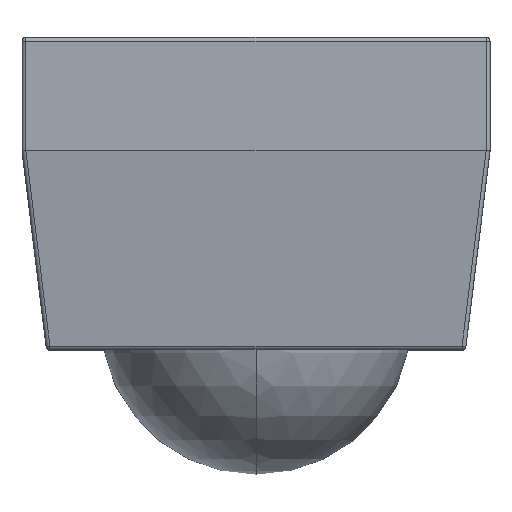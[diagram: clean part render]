
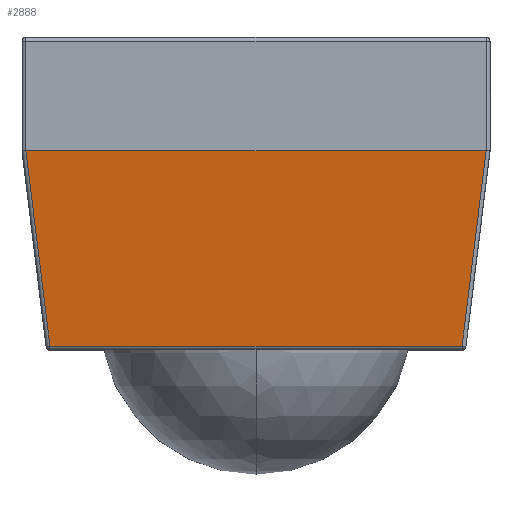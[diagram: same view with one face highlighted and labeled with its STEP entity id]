
A CAD part, top view. The second image highlights one B-rep face of the part: STEP entity #2888.
In plain terms, the highlighted planar face has unit normal (0, -0.122, 0.993).
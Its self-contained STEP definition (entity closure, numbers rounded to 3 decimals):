
#7 =( BOUNDED_CURVE ( )  B_SPLINE_CURVE ( 3, ( #3060, #2853, #1173, #1882 ),
 .UNSPECIFIED., .F., .F. ) 
 B_SPLINE_CURVE_WITH_KNOTS ( ( 4, 4 ),
 ( 6.276, 6.283 ),
 .UNSPECIFIED. ) 
 CURVE ( )  GEOMETRIC_REPRESENTATION_ITEM ( )  RATIONAL_B_SPLINE_CURVE ( ( 1., 1., 1., 1. ) ) 
 REPRESENTATION_ITEM ( '' )  );
#93 = CARTESIAN_POINT ( 'NONE',  ( -3., 0.049, 8.249 ) ) ;
#432 = ORIENTED_EDGE ( 'NONE', *, *, #1123, .T. ) ;
#470 = LINE ( 'NONE', #1128, #1913 ) ;
#525 = LINE ( 'NONE', #1312, #2716 ) ;
#639 = CARTESIAN_POINT ( 'NONE',  ( -2.95, 0.049, 8.249 ) ) ;
#669 = CARTESIAN_POINT ( 'NONE',  ( -2.642, -2.456, 7.941 ) ) ;
#677 = LINE ( 'NONE', #2660, #1157 ) ;
#706 = ORIENTED_EDGE ( 'NONE', *, *, #2929, .T. ) ;
#709 = CARTESIAN_POINT ( 'NONE',  ( 2.687, -2.456, 7.941 ) ) ;
#865 = CARTESIAN_POINT ( 'NONE',  ( -2.95, 0.049, 8.249 ) ) ;
#882 = CARTESIAN_POINT ( 'NONE',  ( 2.642, -2.456, 7.941 ) ) ;
#1031 = ORIENTED_EDGE ( 'NONE', *, *, #1081, .F. ) ;
#1078 = EDGE_CURVE ( 'NONE', #1191, #1707, #1691, .T. ) ;
#1081 = EDGE_CURVE ( 'NONE', #2116, #1866, #470, .T. ) ;
#1123 = EDGE_CURVE ( 'NONE', #1989, #1866, #7, .T. ) ;
#1128 = CARTESIAN_POINT ( 'NONE',  ( 3., 0.049, 8.249 ) ) ;
#1150 = VERTEX_POINT ( 'NONE', #2601 ) ;
#1157 = VECTOR ( 'NONE', #2412, 1000. ) ;
#1173 = CARTESIAN_POINT ( 'NONE',  ( 2.95, 0.049, 8.249 ) ) ;
#1191 = VERTEX_POINT ( 'NONE', #669 ) ;
#1312 = CARTESIAN_POINT ( 'NONE',  ( -2.951, 0.055, 8.25 ) ) ;
#1347 = CARTESIAN_POINT ( 'NONE',  ( -2.95, 0.049, 8.249 ) ) ;
#1362 = CARTESIAN_POINT ( 'NONE',  ( 2.95, 0.049, 8.249 ) ) ;
#1434 = DIRECTION ( 'NONE',  ( 1., 0., 0. ) ) ;
#1440 = PLANE ( 'NONE',  #1863 ) ;
#1472 = VECTOR ( 'NONE', #1434, 1000. ) ;
#1542 = DIRECTION ( 'NONE',  ( -1., 0., 0. ) ) ;
#1691 = LINE ( 'NONE', #709, #1472 ) ;
#1707 = VERTEX_POINT ( 'NONE', #882 ) ;
#1743 =( BOUNDED_CURVE ( )  B_SPLINE_CURVE ( 3, ( #2349, #639, #1347, #865 ),
 .UNSPECIFIED., .F., .F. ) 
 B_SPLINE_CURVE_WITH_KNOTS ( ( 4, 4 ),
 ( 0., 0.007 ),
 .UNSPECIFIED. ) 
 CURVE ( )  GEOMETRIC_REPRESENTATION_ITEM ( )  RATIONAL_B_SPLINE_CURVE ( ( 1., 1., 1., 1. ) ) 
 REPRESENTATION_ITEM ( '' )  );
#1863 = AXIS2_PLACEMENT_3D ( 'NONE', #93, #2925, #1542 ) ;
#1866 = VERTEX_POINT ( 'NONE', #2442 ) ;
#1882 = CARTESIAN_POINT ( 'NONE',  ( 2.95, 0.049, 8.249 ) ) ;
#1913 = VECTOR ( 'NONE', #2815, 1000. ) ;
#1989 = VERTEX_POINT ( 'NONE', #1362 ) ;
#2116 = VERTEX_POINT ( 'NONE', #3054 ) ;
#2215 = DIRECTION ( 'NONE',  ( 0.121, -0.985, -0.121 ) ) ;
#2349 = CARTESIAN_POINT ( 'NONE',  ( -2.95, 0.049, 8.249 ) ) ;
#2369 = EDGE_CURVE ( 'NONE', #2116, #1150, #1743, .T. ) ;
#2412 = DIRECTION ( 'NONE',  ( 0.121, 0.985, 0.121 ) ) ;
#2432 = FACE_OUTER_BOUND ( 'NONE', #3077, .T. ) ;
#2442 = CARTESIAN_POINT ( 'NONE',  ( 2.95, 0.049, 8.249 ) ) ;
#2601 = CARTESIAN_POINT ( 'NONE',  ( -2.95, 0.049, 8.249 ) ) ;
#2616 = ORIENTED_EDGE ( 'NONE', *, *, #2845, .T. ) ;
#2644 = ORIENTED_EDGE ( 'NONE', *, *, #1078, .T. ) ;
#2660 = CARTESIAN_POINT ( 'NONE',  ( 2.863, -0.66, 8.162 ) ) ;
#2716 = VECTOR ( 'NONE', #2215, 1000. ) ;
#2815 = DIRECTION ( 'NONE',  ( 1., 0., 0. ) ) ;
#2845 = EDGE_CURVE ( 'NONE', #1707, #1989, #677, .T. ) ;
#2853 = CARTESIAN_POINT ( 'NONE',  ( 2.95, 0.049, 8.249 ) ) ;
#2874 = ORIENTED_EDGE ( 'NONE', *, *, #2369, .T. ) ;
#2888 = ADVANCED_FACE ( 'NONE', ( #2432 ), #1440, .T. ) ;
#2925 = DIRECTION ( 'NONE',  ( 0., -0.122, 0.993 ) ) ;
#2929 = EDGE_CURVE ( 'NONE', #1150, #1191, #525, .T. ) ;
#3054 = CARTESIAN_POINT ( 'NONE',  ( -2.95, 0.049, 8.249 ) ) ;
#3060 = CARTESIAN_POINT ( 'NONE',  ( 2.95, 0.049, 8.249 ) ) ;
#3077 = EDGE_LOOP ( 'NONE', ( #2616, #432, #1031, #2874, #706, #2644 ) ) ;
